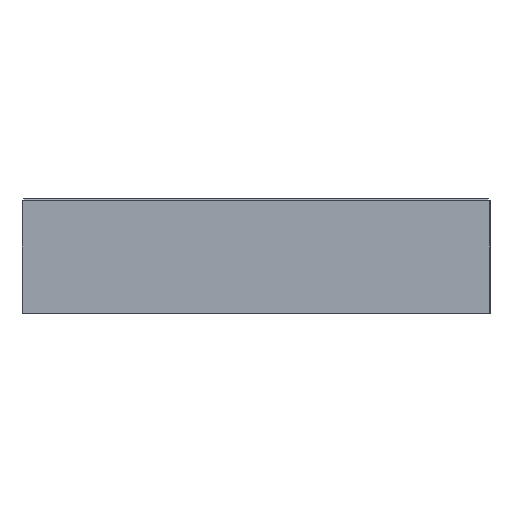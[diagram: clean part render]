
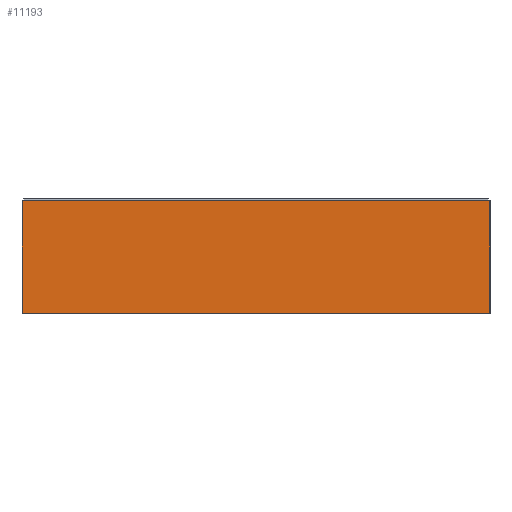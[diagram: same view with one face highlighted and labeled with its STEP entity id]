
A CAD part, left-side view. The second image highlights one B-rep face of the part: STEP entity #11193.
In plain terms, the highlighted planar face has unit normal (-1, 0, 0).
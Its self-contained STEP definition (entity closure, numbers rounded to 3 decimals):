
#199 = EDGE_LOOP ( 'NONE', ( #12111, #8250, #9300, #6254 ) ) ;
#366 = LINE ( 'NONE', #3294, #5194 ) ;
#580 = LINE ( 'NONE', #7652, #6996 ) ;
#763 = EDGE_CURVE ( 'NONE', #6585, #12330, #10025, .T. ) ;
#1037 = FACE_OUTER_BOUND ( 'NONE', #199, .T. ) ;
#1863 = DIRECTION ( 'NONE',  ( 0., -1., 0. ) ) ;
#2210 = LINE ( 'NONE', #12144, #11066 ) ;
#3294 = CARTESIAN_POINT ( 'NONE',  ( -2.5, 1.25, 0.6 ) ) ;
#3338 = EDGE_CURVE ( 'NONE', #9082, #3991, #2210, .T. ) ;
#3829 = PLANE ( 'NONE',  #10150 ) ;
#3876 = CARTESIAN_POINT ( 'NONE',  ( -2.5, -1.25, 0.6 ) ) ;
#3991 = VERTEX_POINT ( 'NONE', #10714 ) ;
#4088 = VECTOR ( 'NONE', #1863, 1000. ) ;
#5075 = DIRECTION ( 'NONE',  ( 1., 0., 0. ) ) ;
#5194 = VECTOR ( 'NONE', #10307, 1000. ) ;
#5626 = DIRECTION ( 'NONE',  ( 0., 0., -1. ) ) ;
#5656 = EDGE_CURVE ( 'NONE', #12330, #3991, #580, .T. ) ;
#5929 = CARTESIAN_POINT ( 'NONE',  ( -2.5, -1.25, 0.6 ) ) ;
#6254 = ORIENTED_EDGE ( 'NONE', *, *, #9524, .T. ) ;
#6585 = VERTEX_POINT ( 'NONE', #8090 ) ;
#6996 = VECTOR ( 'NONE', #5626, 1000. ) ;
#7652 = CARTESIAN_POINT ( 'NONE',  ( -2.5, -1.25, 0.6 ) ) ;
#8090 = CARTESIAN_POINT ( 'NONE',  ( -2.5, 1.25, 0.6 ) ) ;
#8180 = CARTESIAN_POINT ( 'NONE',  ( -2.5, -1.25, 0.6 ) ) ;
#8250 = ORIENTED_EDGE ( 'NONE', *, *, #5656, .F. ) ;
#9082 = VERTEX_POINT ( 'NONE', #10602 ) ;
#9300 = ORIENTED_EDGE ( 'NONE', *, *, #763, .F. ) ;
#9524 = EDGE_CURVE ( 'NONE', #6585, #9082, #366, .T. ) ;
#10025 = LINE ( 'NONE', #5929, #4088 ) ;
#10150 = AXIS2_PLACEMENT_3D ( 'NONE', #8180, #5075, #11354 ) ;
#10181 = DIRECTION ( 'NONE',  ( 0., -1., 0. ) ) ;
#10307 = DIRECTION ( 'NONE',  ( 0., 0., -1. ) ) ;
#10602 = CARTESIAN_POINT ( 'NONE',  ( -2.5, 1.25, 0. ) ) ;
#10714 = CARTESIAN_POINT ( 'NONE',  ( -2.5, -1.25, 0. ) ) ;
#11066 = VECTOR ( 'NONE', #10181, 1000. ) ;
#11193 = ADVANCED_FACE ( 'NONE', ( #1037 ), #3829, .F. ) ;
#11354 = DIRECTION ( 'NONE',  ( 0., 0., -1. ) ) ;
#12111 = ORIENTED_EDGE ( 'NONE', *, *, #3338, .T. ) ;
#12144 = CARTESIAN_POINT ( 'NONE',  ( -2.5, -1.25, 0. ) ) ;
#12330 = VERTEX_POINT ( 'NONE', #3876 ) ;
